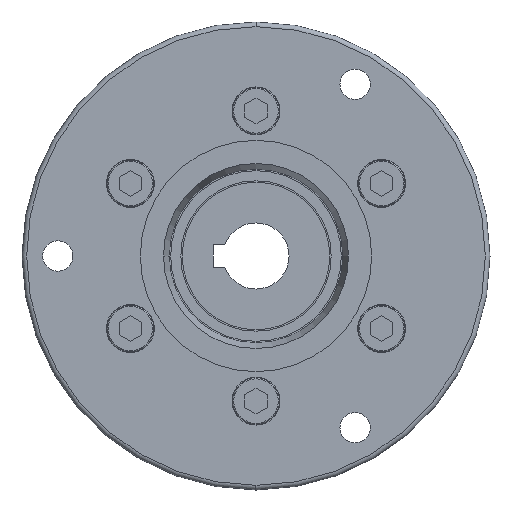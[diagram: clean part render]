
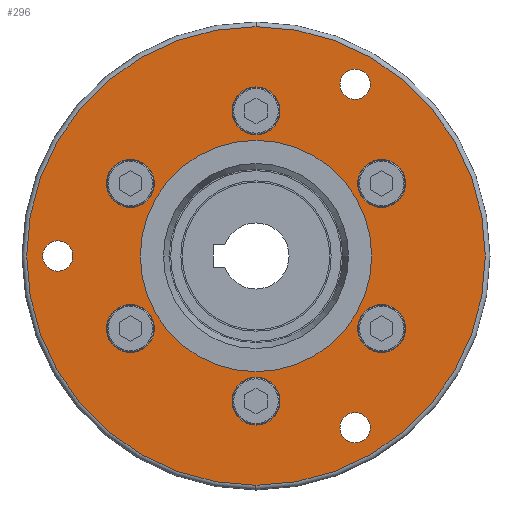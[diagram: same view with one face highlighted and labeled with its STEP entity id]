
A CAD part, left-side view. The second image highlights one B-rep face of the part: STEP entity #296.
In plain terms, the highlighted planar face has unit normal (-1, 0, 0).
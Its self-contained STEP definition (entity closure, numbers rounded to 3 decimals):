
#296=ADVANCED_FACE('',(#842,#843,#844,#845,#846,#847,#848,#849,#850,#851,#852),#853,.T.);
#842=FACE_BOUND('',#1404,.T.);
#843=FACE_BOUND('',#1405,.T.);
#844=FACE_BOUND('',#1406,.T.);
#845=FACE_BOUND('',#1407,.T.);
#846=FACE_BOUND('',#1408,.T.);
#847=FACE_BOUND('',#1409,.T.);
#848=FACE_BOUND('',#1410,.T.);
#849=FACE_BOUND('',#1411,.T.);
#850=FACE_BOUND('',#1412,.T.);
#851=FACE_OUTER_BOUND('',#1413,.T.);
#852=FACE_BOUND('',#1414,.T.);
#853=PLANE('',#1415);
#1404=EDGE_LOOP('',(#3414,#3415));
#1405=EDGE_LOOP('',(#3416,#3417));
#1406=EDGE_LOOP('',(#3418,#3419));
#1407=EDGE_LOOP('',(#3420,#3421));
#1408=EDGE_LOOP('',(#3422,#3423));
#1409=EDGE_LOOP('',(#3424,#3425));
#1410=EDGE_LOOP('',(#3426,#3427));
#1411=EDGE_LOOP('',(#3428,#3429));
#1412=EDGE_LOOP('',(#3430,#3431));
#1413=EDGE_LOOP('',(#3432,#3433,#3434));
#1414=EDGE_LOOP('',(#3435,#3436));
#1415=AXIS2_PLACEMENT_3D('',#3437,#3438,#3439);
#3414=ORIENTED_EDGE('',*,*,#3755,.T.);
#3415=ORIENTED_EDGE('',*,*,#3747,.T.);
#3416=ORIENTED_EDGE('',*,*,#3759,.T.);
#3417=ORIENTED_EDGE('',*,*,#3739,.T.);
#3418=ORIENTED_EDGE('',*,*,#3763,.T.);
#3419=ORIENTED_EDGE('',*,*,#3731,.T.);
#3420=ORIENTED_EDGE('',*,*,#3613,.T.);
#3421=ORIENTED_EDGE('',*,*,#3963,.T.);
#3422=ORIENTED_EDGE('',*,*,#3600,.T.);
#3423=ORIENTED_EDGE('',*,*,#3987,.T.);
#3424=ORIENTED_EDGE('',*,*,#3587,.T.);
#3425=ORIENTED_EDGE('',*,*,#4011,.T.);
#3426=ORIENTED_EDGE('',*,*,#3574,.T.);
#3427=ORIENTED_EDGE('',*,*,#4035,.T.);
#3428=ORIENTED_EDGE('',*,*,#3561,.T.);
#3429=ORIENTED_EDGE('',*,*,#4059,.T.);
#3430=ORIENTED_EDGE('',*,*,#3548,.T.);
#3431=ORIENTED_EDGE('',*,*,#4083,.T.);
#3432=ORIENTED_EDGE('',*,*,#4116,.T.);
#3433=ORIENTED_EDGE('',*,*,#3494,.T.);
#3434=ORIENTED_EDGE('',*,*,#4117,.T.);
#3435=ORIENTED_EDGE('',*,*,#3484,.T.);
#3436=ORIENTED_EDGE('',*,*,#4118,.T.);
#3437=CARTESIAN_POINT('',(3.0,0.0,0.0));
#3438=DIRECTION('',(-1.0,0.0,0.0));
#3439=DIRECTION('',(0.0,0.0,1.0));
#3484=EDGE_CURVE('',#4125,#4129,#4131,.T.);
#3494=EDGE_CURVE('',#4145,#4147,#4149,.T.);
#3548=EDGE_CURVE('',#4252,#4249,#4253,.T.);
#3561=EDGE_CURVE('',#4277,#4274,#4278,.T.);
#3574=EDGE_CURVE('',#4302,#4299,#4303,.T.);
#3587=EDGE_CURVE('',#4327,#4324,#4328,.T.);
#3600=EDGE_CURVE('',#4352,#4349,#4353,.T.);
#3613=EDGE_CURVE('',#4377,#4374,#4378,.T.);
#3731=EDGE_CURVE('',#4594,#4598,#4600,.T.);
#3739=EDGE_CURVE('',#4610,#4614,#4616,.T.);
#3747=EDGE_CURVE('',#4626,#4630,#4632,.T.);
#3755=EDGE_CURVE('',#4630,#4626,#4644,.T.);
#3759=EDGE_CURVE('',#4614,#4610,#4648,.T.);
#3763=EDGE_CURVE('',#4598,#4594,#4652,.T.);
#3963=EDGE_CURVE('',#4374,#4377,#4959,.T.);
#3987=EDGE_CURVE('',#4349,#4352,#4996,.T.);
#4011=EDGE_CURVE('',#4324,#4327,#5033,.T.);
#4035=EDGE_CURVE('',#4299,#4302,#5070,.T.);
#4059=EDGE_CURVE('',#4274,#4277,#5107,.T.);
#4083=EDGE_CURVE('',#4249,#4252,#5144,.T.);
#4116=EDGE_CURVE('',#5187,#4145,#5188,.T.);
#4117=EDGE_CURVE('',#4147,#5187,#5189,.T.);
#4118=EDGE_CURVE('',#4129,#4125,#5190,.T.);
#4125=VERTEX_POINT('',#5199);
#4129=VERTEX_POINT('',#5204);
#4131=CIRCLE('',#5207,21.0);
#4145=VERTEX_POINT('',#5223);
#4147=VERTEX_POINT('',#5225);
#4149=CIRCLE('',#5227,41.65);
#4249=VERTEX_POINT('',#5414);
#4252=VERTEX_POINT('',#5418);
#4253=CIRCLE('',#5419,4.356);
#4274=VERTEX_POINT('',#5443);
#4277=VERTEX_POINT('',#5447);
#4278=CIRCLE('',#5448,4.356);
#4299=VERTEX_POINT('',#5472);
#4302=VERTEX_POINT('',#5476);
#4303=CIRCLE('',#5477,4.356);
#4324=VERTEX_POINT('',#5501);
#4327=VERTEX_POINT('',#5505);
#4328=CIRCLE('',#5506,4.356);
#4349=VERTEX_POINT('',#5530);
#4352=VERTEX_POINT('',#5534);
#4353=CIRCLE('',#5535,4.356);
#4374=VERTEX_POINT('',#5559);
#4377=VERTEX_POINT('',#5563);
#4378=CIRCLE('',#5564,4.356);
#4594=VERTEX_POINT('',#6110);
#4598=VERTEX_POINT('',#6115);
#4600=CIRCLE('',#6118,2.75);
#4610=VERTEX_POINT('',#6130);
#4614=VERTEX_POINT('',#6135);
#4616=CIRCLE('',#6138,2.75);
#4626=VERTEX_POINT('',#6150);
#4630=VERTEX_POINT('',#6155);
#4632=CIRCLE('',#6158,2.75);
#4644=CIRCLE('',#6172,2.75);
#4648=CIRCLE('',#6176,2.75);
#4652=CIRCLE('',#6180,2.75);
#4959=CIRCLE('',#6726,4.356);
#4996=CIRCLE('',#6781,4.356);
#5033=CIRCLE('',#6836,4.356);
#5070=CIRCLE('',#6891,4.356);
#5107=CIRCLE('',#6946,4.356);
#5144=CIRCLE('',#7001,4.356);
#5187=VERTEX_POINT('',#7052);
#5188=CIRCLE('',#7053,41.65);
#5189=CIRCLE('',#7054,41.65);
#5190=CIRCLE('',#7055,21.0);
#5199=CARTESIAN_POINT('',(3.0,0.0,-21.0));
#5204=CARTESIAN_POINT('',(3.0,0.,21.0));
#5207=AXIS2_PLACEMENT_3D('',#7068,#7069,#7070);
#5223=CARTESIAN_POINT('',(3.0,0.,41.65));
#5225=CARTESIAN_POINT('',(3.0,0.,-41.65));
#5227=AXIS2_PLACEMENT_3D('',#7094,#7095,#7096);
#5414=CARTESIAN_POINT('',(3.0,26.592,15.353));
#5418=CARTESIAN_POINT('',(3.0,19.047,10.997));
#5419=AXIS2_PLACEMENT_3D('',#7205,#7206,#7207);
#5443=CARTESIAN_POINT('',(3.0,0.,30.706));
#5447=CARTESIAN_POINT('',(3.0,0.,21.994));
#5448=AXIS2_PLACEMENT_3D('',#7236,#7237,#7238);
#5472=CARTESIAN_POINT('',(3.0,-26.592,15.353));
#5476=CARTESIAN_POINT('',(3.0,-19.047,10.997));
#5477=AXIS2_PLACEMENT_3D('',#7267,#7268,#7269);
#5501=CARTESIAN_POINT('',(3.0,-26.592,-15.353));
#5505=CARTESIAN_POINT('',(3.0,-19.047,-10.997));
#5506=AXIS2_PLACEMENT_3D('',#7298,#7299,#7300);
#5530=CARTESIAN_POINT('',(3.0,0.,-30.706));
#5534=CARTESIAN_POINT('',(3.0,0.,-21.994));
#5535=AXIS2_PLACEMENT_3D('',#7329,#7330,#7331);
#5559=CARTESIAN_POINT('',(3.0,26.592,-15.353));
#5563=CARTESIAN_POINT('',(3.0,19.047,-10.997));
#5564=AXIS2_PLACEMENT_3D('',#7360,#7361,#7362);
#6110=CARTESIAN_POINT('',(3.0,36.0,-2.75));
#6115=CARTESIAN_POINT('',(3.0,36.0,2.75));
#6118=AXIS2_PLACEMENT_3D('',#7617,#7618,#7619);
#6130=CARTESIAN_POINT('',(3.0,-15.618,32.552));
#6135=CARTESIAN_POINT('',(3.0,-20.382,29.802));
#6138=AXIS2_PLACEMENT_3D('',#7633,#7634,#7635);
#6150=CARTESIAN_POINT('',(3.0,-20.382,-29.802));
#6155=CARTESIAN_POINT('',(3.0,-15.618,-32.552));
#6158=AXIS2_PLACEMENT_3D('',#7649,#7650,#7651);
#6172=AXIS2_PLACEMENT_3D('',#7669,#7670,#7671);
#6176=AXIS2_PLACEMENT_3D('',#7681,#7682,#7683);
#6180=AXIS2_PLACEMENT_3D('',#7693,#7694,#7695);
#6726=AXIS2_PLACEMENT_3D('',#8004,#8005,#8006);
#6781=AXIS2_PLACEMENT_3D('',#8040,#8041,#8042);
#6836=AXIS2_PLACEMENT_3D('',#8076,#8077,#8078);
#6891=AXIS2_PLACEMENT_3D('',#8112,#8113,#8114);
#6946=AXIS2_PLACEMENT_3D('',#8148,#8149,#8150);
#7001=AXIS2_PLACEMENT_3D('',#8184,#8185,#8186);
#7052=CARTESIAN_POINT('',(3.0,-41.65,0.));
#7053=AXIS2_PLACEMENT_3D('',#8267,#8268,#8269);
#7054=AXIS2_PLACEMENT_3D('',#8270,#8271,#8272);
#7055=AXIS2_PLACEMENT_3D('',#8273,#8274,#8275);
#7068=CARTESIAN_POINT('',(3.0,0.0,0.0));
#7069=DIRECTION('',(1.0,0.0,0.0));
#7070=DIRECTION('',(0.0,0.0,-1.0));
#7094=CARTESIAN_POINT('',(3.0,0.,0.));
#7095=DIRECTION('',(-1.0,-0.0,0.0));
#7096=DIRECTION('',(0.0,-1.0,0.));
#7205=CARTESIAN_POINT('',(3.0,22.82,13.175));
#7206=DIRECTION('',(1.0,0.0,-0.0));
#7207=DIRECTION('',(0.0,0.866,0.5));
#7236=CARTESIAN_POINT('',(3.0,0.,26.35));
#7237=DIRECTION('',(1.0,0.0,-0.0));
#7238=DIRECTION('',(0.0,0.,1.0));
#7267=CARTESIAN_POINT('',(3.0,-22.82,13.175));
#7268=DIRECTION('',(1.0,0.0,0.0));
#7269=DIRECTION('',(0.0,-0.866,0.5));
#7298=CARTESIAN_POINT('',(3.0,-22.82,-13.175));
#7299=DIRECTION('',(1.0,0.0,0.0));
#7300=DIRECTION('',(0.0,-0.866,-0.5));
#7329=CARTESIAN_POINT('',(3.0,0.,-26.35));
#7330=DIRECTION('',(1.0,0.0,0.0));
#7331=DIRECTION('',(0.0,0.,-1.0));
#7360=CARTESIAN_POINT('',(3.0,22.82,-13.175));
#7361=DIRECTION('',(1.0,0.0,0.0));
#7362=DIRECTION('',(0.0,0.866,-0.5));
#7617=CARTESIAN_POINT('',(3.0,36.0,0.0));
#7618=DIRECTION('',(1.0,0.0,0.0));
#7619=DIRECTION('',(0.0,0.0,-1.0));
#7633=CARTESIAN_POINT('',(3.0,-18.0,31.177));
#7634=DIRECTION('',(1.0,0.0,-0.0));
#7635=DIRECTION('',(0.0,0.866,0.5));
#7649=CARTESIAN_POINT('',(3.0,-18.0,-31.177));
#7650=DIRECTION('',(1.0,0.0,0.0));
#7651=DIRECTION('',(0.0,-0.866,0.5));
#7669=CARTESIAN_POINT('',(3.0,-18.0,-31.177));
#7670=DIRECTION('',(1.0,0.0,0.0));
#7671=DIRECTION('',(0.0,-0.866,0.5));
#7681=CARTESIAN_POINT('',(3.0,-18.0,31.177));
#7682=DIRECTION('',(1.0,0.0,-0.0));
#7683=DIRECTION('',(0.0,0.866,0.5));
#7693=CARTESIAN_POINT('',(3.0,36.0,0.0));
#7694=DIRECTION('',(1.0,0.0,0.0));
#7695=DIRECTION('',(0.0,0.0,-1.0));
#8004=CARTESIAN_POINT('',(3.0,22.82,-13.175));
#8005=DIRECTION('',(1.0,0.0,0.0));
#8006=DIRECTION('',(0.0,0.866,-0.5));
#8040=CARTESIAN_POINT('',(3.0,0.,-26.35));
#8041=DIRECTION('',(1.0,0.0,0.0));
#8042=DIRECTION('',(0.0,0.,-1.0));
#8076=CARTESIAN_POINT('',(3.0,-22.82,-13.175));
#8077=DIRECTION('',(1.0,0.0,0.0));
#8078=DIRECTION('',(0.0,-0.866,-0.5));
#8112=CARTESIAN_POINT('',(3.0,-22.82,13.175));
#8113=DIRECTION('',(1.0,0.0,0.0));
#8114=DIRECTION('',(0.0,-0.866,0.5));
#8148=CARTESIAN_POINT('',(3.0,0.,26.35));
#8149=DIRECTION('',(1.0,0.0,-0.0));
#8150=DIRECTION('',(0.0,0.,1.0));
#8184=CARTESIAN_POINT('',(3.0,22.82,13.175));
#8185=DIRECTION('',(1.0,0.0,-0.0));
#8186=DIRECTION('',(0.0,0.866,0.5));
#8267=CARTESIAN_POINT('',(3.0,0.,0.));
#8268=DIRECTION('',(-1.0,-0.0,0.0));
#8269=DIRECTION('',(0.0,-1.0,0.));
#8270=CARTESIAN_POINT('',(3.0,0.,0.));
#8271=DIRECTION('',(-1.0,-0.0,0.0));
#8272=DIRECTION('',(0.0,-1.0,0.));
#8273=CARTESIAN_POINT('',(3.0,0.0,0.0));
#8274=DIRECTION('',(1.0,0.0,0.0));
#8275=DIRECTION('',(0.0,0.0,-1.0));
